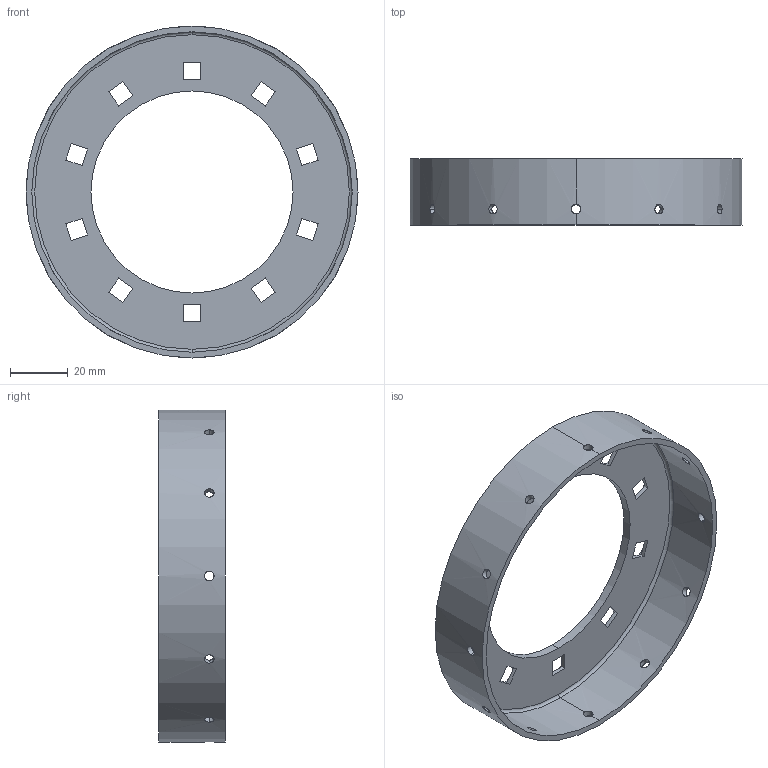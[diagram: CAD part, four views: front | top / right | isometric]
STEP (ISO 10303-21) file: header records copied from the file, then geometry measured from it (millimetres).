
FILE_DESCRIPTION (( 'STEP AP214' ), '1' );
FILE_NAME ('UFO LED Tractor Beam Holder.STEP', '2024-02-05T23:58:27', ( '' ), ( '' ), 'SwSTEP 2.0', 'SolidWorks 2023', '' );
FILE_SCHEMA (( 'AUTOMOTIVE_DESIGN' ));
Length unit declared in the file: millimetre
Products named in the file (1): UFO LED Tractor Beam Holder
Bounding box: 115 x 23 x 115 mm (x, y, z)
Volume: 31660.1 mm3; surface area: 29082.9 mm2
Topology: 1 solids, 1 shells, 105 faces, 286 edges, 190 vertices
Faces by surface type: plane 53, cylinder 50, torus 2
Entity records: 4559 total; most frequent: CARTESIAN_POINT 1838, ORIENTED_EDGE 572, DIRECTION 498, EDGE_CURVE 286, VERTEX_POINT 190, VECTOR 174, LINE 174, AXIS2_PLACEMENT_3D 162
